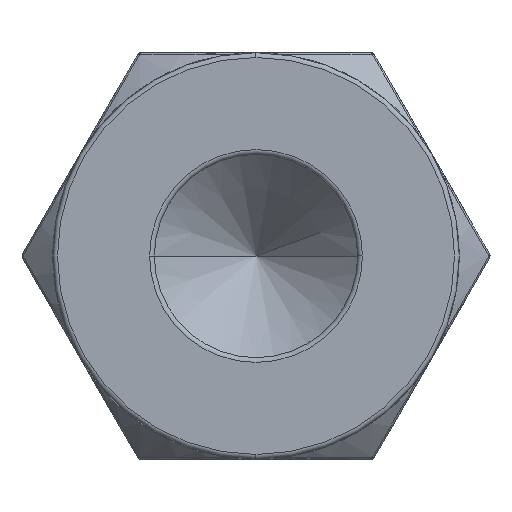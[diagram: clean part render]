
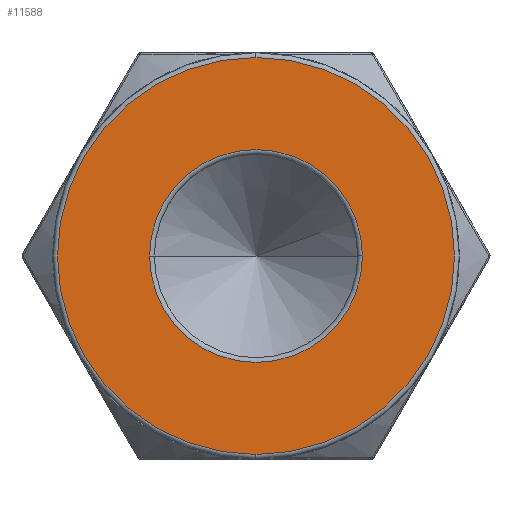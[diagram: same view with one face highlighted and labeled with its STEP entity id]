
A CAD part, left-side view. The second image highlights one B-rep face of the part: STEP entity #11588.
In plain terms, the highlighted face is planar.
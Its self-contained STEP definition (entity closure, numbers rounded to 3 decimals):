
#8875=CARTESIAN_POINT('',(0.,0.,0.));
#8876=DIRECTION('',(-1.,0.,0.));
#8877=DIRECTION('',(0.,1.,0.));
#8878=AXIS2_PLACEMENT_3D('',#8875,#8876,#8877);
#8880=CARTESIAN_POINT('',(0.,0.,0.));
#8881=DIRECTION('',(-1.,0.,0.));
#8882=DIRECTION('',(0.,-1.,0.));
#8883=AXIS2_PLACEMENT_3D('',#8880,#8881,#8882);
#8885=CARTESIAN_POINT('',(0.,0.,0.));
#8886=DIRECTION('',(1.,0.,0.));
#8887=DIRECTION('',(0.,0.,1.));
#8888=AXIS2_PLACEMENT_3D('',#8885,#8886,#8887);
#8890=CARTESIAN_POINT('',(0.,0.,0.));
#8891=DIRECTION('',(1.,0.,0.));
#8892=DIRECTION('',(0.,0.,-1.));
#8893=AXIS2_PLACEMENT_3D('',#8890,#8891,#8892);
#11400=CARTESIAN_POINT('',(0.,4.188,0.));
#11401=CARTESIAN_POINT('',(0.,-4.188,0.));
#11402=VERTEX_POINT('',#11400);
#11403=VERTEX_POINT('',#11401);
#11433=CARTESIAN_POINT('',(0.,0.,7.813));
#11434=CARTESIAN_POINT('',(0.,0.,-7.813));
#11435=VERTEX_POINT('',#11433);
#11436=VERTEX_POINT('',#11434);
#11571=CARTESIAN_POINT('',(0.,0.,0.));
#11572=DIRECTION('',(1.,0.,0.));
#11573=DIRECTION('',(0.,-1.,0.));
#11574=AXIS2_PLACEMENT_3D('',#11571,#11572,#11573);
#11575=PLANE('',#11574);
#11577=ORIENTED_EDGE('',*,*,#11576,.F.);
#11579=ORIENTED_EDGE('',*,*,#11578,.F.);
#11580=EDGE_LOOP('',(#11577,#11579));
#11581=FACE_OUTER_BOUND('',#11580,.F.);
#11583=ORIENTED_EDGE('',*,*,#11582,.F.);
#11585=ORIENTED_EDGE('',*,*,#11584,.F.);
#11586=EDGE_LOOP('',(#11583,#11585));
#11587=FACE_BOUND('',#11586,.F.);
#8879=CIRCLE('',#8878,4.188);
#8884=CIRCLE('',#8883,4.188);
#8889=CIRCLE('',#8888,7.813);
#8894=CIRCLE('',#8893,7.813);
#11576=EDGE_CURVE('',#11435,#11436,#8889,.T.);
#11578=EDGE_CURVE('',#11436,#11435,#8894,.T.);
#11582=EDGE_CURVE('',#11402,#11403,#8879,.T.);
#11584=EDGE_CURVE('',#11403,#11402,#8884,.T.);
#11588=ADVANCED_FACE('',(#11581,#11587),#11575,.T.);
